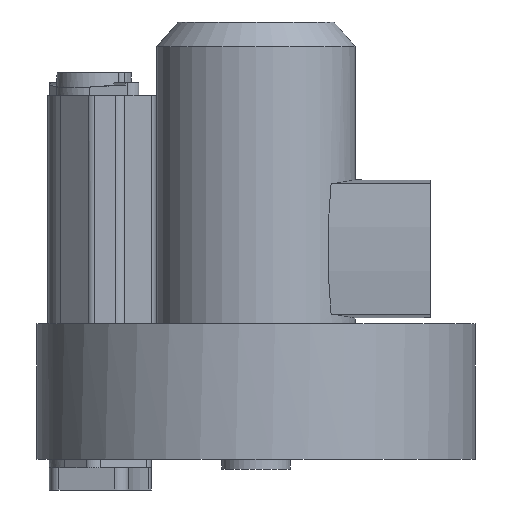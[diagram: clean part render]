
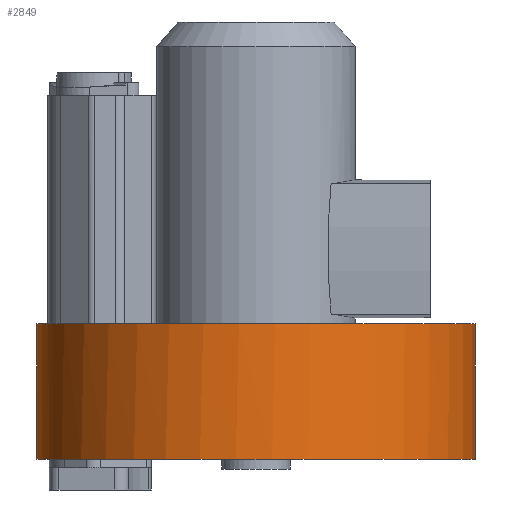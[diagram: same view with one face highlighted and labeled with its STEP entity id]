
A CAD part, front view. The second image highlights one B-rep face of the part: STEP entity #2849.
In plain terms, the highlighted cylindrical face has radius 195 mm (diameter 390 mm), a partial arc.
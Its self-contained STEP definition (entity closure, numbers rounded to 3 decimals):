
#293=CARTESIAN_POINT('',(0.,0.,90.));
#294=DIRECTION('',(0.,0.,-1.));
#295=DIRECTION('',(1.,0.,0.));
#296=AXIS2_PLACEMENT_3D('',#293,#294,#295);
#359=CARTESIAN_POINT('',(0.,0.,90.));
#360=DIRECTION('',(0.,0.,-1.));
#361=DIRECTION('',(-0.95,-0.312,0.));
#362=AXIS2_PLACEMENT_3D('',#359,#360,#361);
#722=CARTESIAN_POINT('',(0.,0.,-30.6));
#723=DIRECTION('',(0.,0.,1.));
#724=DIRECTION('',(-0.943,-0.332,0.));
#725=AXIS2_PLACEMENT_3D('',#722,#723,#724);
#727=CARTESIAN_POINT('',(0.,0.,-30.6));
#728=DIRECTION('',(0.,0.,1.));
#729=DIRECTION('',(-1.,0.,0.));
#730=AXIS2_PLACEMENT_3D('',#727,#728,#729);
#732=DIRECTION('',(0.,0.,1.));
#733=VECTOR('',#732,120.6);
#734=CARTESIAN_POINT('',(-195.,0.,-30.6));
#735=LINE('',#734,#733);
#736=DIRECTION('',(0.,0.,-1.));
#737=VECTOR('',#736,120.6);
#738=CARTESIAN_POINT('',(195.,0.,90.));
#739=LINE('',#738,#737);
#740=CARTESIAN_POINT('',(0.,0.,-30.6));
#741=DIRECTION('',(0.,0.,1.));
#742=DIRECTION('',(-0.887,-0.462,0.));
#743=AXIS2_PLACEMENT_3D('',#740,#741,#742);
#836=CARTESIAN_POINT('',(0.,0.,90.));
#837=DIRECTION('',(0.,0.,-1.));
#838=DIRECTION('',(-0.876,-0.482,0.));
#839=AXIS2_PLACEMENT_3D('',#836,#837,#838);
#1645=CARTESIAN_POINT('',(195.,0.,90.));
#1646=VERTEX_POINT('',#1645);
#1647=CARTESIAN_POINT('',(-170.877,-93.947,90.));
#1648=VERTEX_POINT('',#1647);
#1672=CARTESIAN_POINT('',(-185.246,-60.9,90.));
#1673=VERTEX_POINT('',#1672);
#1872=CARTESIAN_POINT('',(195.,0.,-30.6));
#1873=VERTEX_POINT('',#1872);
#1874=CARTESIAN_POINT('',(-195.,0.,-30.6));
#1875=CARTESIAN_POINT('',(-195.,0.,90.));
#1876=VERTEX_POINT('',#1874);
#1877=VERTEX_POINT('',#1875);
#1962=CARTESIAN_POINT('',(-183.937,-64.748,
-30.6));
#1963=CARTESIAN_POINT('',(-172.917,-90.137,
-30.6));
#1964=VERTEX_POINT('',#1962);
#1965=VERTEX_POINT('',#1963);
#2832=CARTESIAN_POINT('',(0.,0.,0.));
#2833=DIRECTION('',(0.,0.,1.));
#2834=DIRECTION('',(-1.,0.,0.));
#2835=AXIS2_PLACEMENT_3D('',#2832,#2833,#2834);
#2836=CYLINDRICAL_SURFACE('',#2835,195.);
#2838=ORIENTED_EDGE('',*,*,#2837,.F.);
#2839=ORIENTED_EDGE('',*,*,#2436,.F.);
#2840=ORIENTED_EDGE('',*,*,#2376,.T.);
#2841=ORIENTED_EDGE('',*,*,#2350,.F.);
#2843=ORIENTED_EDGE('',*,*,#2842,.F.);
#2844=ORIENTED_EDGE('',*,*,#2323,.F.);
#2845=ORIENTED_EDGE('',*,*,#2370,.T.);
#2846=ORIENTED_EDGE('',*,*,#2460,.F.);
#2847=EDGE_LOOP('',(#2838,#2839,#2840,#2841,#2843,#2844,#2845,#2846));
#2848=FACE_OUTER_BOUND('',#2847,.F.);
#2849=ADVANCED_FACE('',(#2848),#2836,.T.);
#297=CIRCLE('',#296,195.);
#363=CIRCLE('',#362,195.);
#726=CIRCLE('',#725,195.);
#731=CIRCLE('',#730,195.);
#744=CIRCLE('',#743,195.);
#840=CIRCLE('',#839,195.);
#2323=EDGE_CURVE('',#1646,#1648,#297,.T.);
#2350=EDGE_CURVE('',#1673,#1877,#363,.T.);
#2370=EDGE_CURVE('',#1646,#1873,#739,.T.);
#2376=EDGE_CURVE('',#1876,#1877,#735,.T.);
#2436=EDGE_CURVE('',#1876,#1964,#731,.T.);
#2460=EDGE_CURVE('',#1965,#1873,#744,.T.);
#2837=EDGE_CURVE('',#1964,#1965,#726,.T.);
#2842=EDGE_CURVE('',#1648,#1673,#840,.T.);
